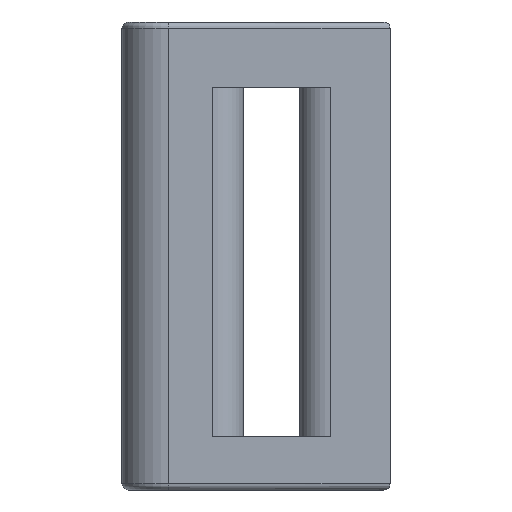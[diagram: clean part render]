
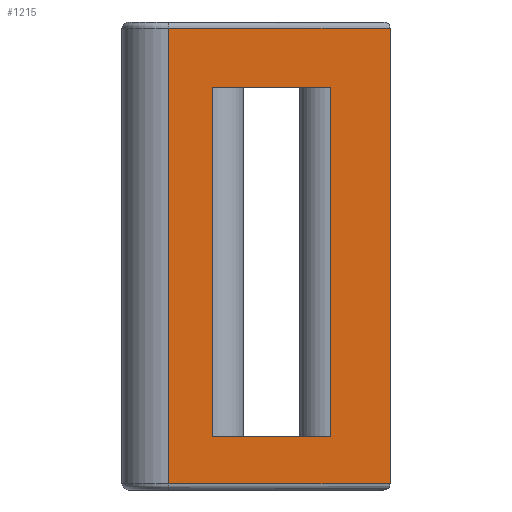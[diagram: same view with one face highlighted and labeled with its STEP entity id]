
A CAD part, left-side view. The second image highlights one B-rep face of the part: STEP entity #1215.
In plain terms, the highlighted planar face has unit normal (-1, 0, 0).
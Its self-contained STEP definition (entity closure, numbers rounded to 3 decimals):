
#26 = VERTEX_POINT ( 'NONE', #640 ) ;
#50 = EDGE_CURVE ( 'NONE', #1845, #380, #2007, .T. ) ;
#98 = VECTOR ( 'NONE', #606, 1000. ) ;
#99 = ORIENTED_EDGE ( 'NONE', *, *, #200, .T. ) ;
#136 = DIRECTION ( 'NONE',  ( 0., 1., 0. ) ) ;
#200 = EDGE_CURVE ( 'NONE', #247, #2845, #1450, .T. ) ;
#247 = VERTEX_POINT ( 'NONE', #2470 ) ;
#263 = CARTESIAN_POINT ( 'NONE',  ( -44.24, -13.108, 43.345 ) ) ;
#318 = VERTEX_POINT ( 'NONE', #263 ) ;
#379 = CARTESIAN_POINT ( 'NONE',  ( -44.24, -14.508, 44.845 ) ) ;
#380 = VERTEX_POINT ( 'NONE', #2685 ) ;
#418 = LINE ( 'NONE', #900, #1770 ) ;
#460 = EDGE_CURVE ( 'NONE', #1579, #26, #1773, .T. ) ;
#506 = EDGE_CURVE ( 'NONE', #2845, #2964, #418, .T. ) ;
#592 = EDGE_CURVE ( 'NONE', #1845, #26, #1811, .T. ) ;
#606 = DIRECTION ( 'NONE',  ( 0., 0., 1. ) ) ;
#640 = CARTESIAN_POINT ( 'NONE',  ( -44.24, -14.508, 56.045 ) ) ;
#655 = ORIENTED_EDGE ( 'NONE', *, *, #506, .T. ) ;
#667 = ORIENTED_EDGE ( 'NONE', *, *, #592, .F. ) ;
#669 = CARTESIAN_POINT ( 'NONE',  ( -44.24, -18.308, 43.145 ) ) ;
#688 = CARTESIAN_POINT ( 'NONE',  ( -44.24, -11.608, 43.145 ) ) ;
#900 = CARTESIAN_POINT ( 'NONE',  ( -44.24, -11.608, 57.945 ) ) ;
#956 = FACE_OUTER_BOUND ( 'NONE', #1893, .T. ) ;
#1109 = VECTOR ( 'NONE', #1209, 1000. ) ;
#1125 = CARTESIAN_POINT ( 'NONE',  ( -44.24, -17.308, 56.045 ) ) ;
#1181 = DIRECTION ( 'NONE',  ( 1., 0., 0. ) ) ;
#1209 = DIRECTION ( 'NONE',  ( 0., -1., 0. ) ) ;
#1215 = ADVANCED_FACE ( 'NONE', ( #2139, #956 ), #1875, .F. ) ;
#1356 = ORIENTED_EDGE ( 'NONE', *, *, #460, .T. ) ;
#1450 = LINE ( 'NONE', #1709, #2059 ) ;
#1507 = ORIENTED_EDGE ( 'NONE', *, *, #2385, .T. ) ;
#1532 = VECTOR ( 'NONE', #2493, 1000. ) ;
#1579 = VERTEX_POINT ( 'NONE', #379 ) ;
#1610 = ORIENTED_EDGE ( 'NONE', *, *, #50, .T. ) ;
#1620 = VECTOR ( 'NONE', #2741, 1000. ) ;
#1621 = CARTESIAN_POINT ( 'NONE',  ( -44.24, -13.108, 43.145 ) ) ;
#1709 = CARTESIAN_POINT ( 'NONE',  ( -44.24, -20.208, 43.145 ) ) ;
#1758 = ORIENTED_EDGE ( 'NONE', *, *, #2514, .T. ) ;
#1770 = VECTOR ( 'NONE', #136, 1000. ) ;
#1773 = LINE ( 'NONE', #2713, #98 ) ;
#1789 = LINE ( 'NONE', #2738, #2811 ) ;
#1811 = LINE ( 'NONE', #1125, #1620 ) ;
#1845 = VERTEX_POINT ( 'NONE', #2143 ) ;
#1872 = LINE ( 'NONE', #1621, #1532 ) ;
#1875 = PLANE ( 'NONE',  #2226 ) ;
#1893 = EDGE_LOOP ( 'NONE', ( #1507, #1758, #99, #655 ) ) ;
#1915 = VECTOR ( 'NONE', #2234, 1000. ) ;
#2007 = LINE ( 'NONE', #669, #1915 ) ;
#2059 = VECTOR ( 'NONE', #2885, 1000. ) ;
#2087 = EDGE_CURVE ( 'NONE', #1579, #380, #1789, .T. ) ;
#2139 = FACE_BOUND ( 'NONE', #2244, .T. ) ;
#2143 = CARTESIAN_POINT ( 'NONE',  ( -44.24, -18.308, 56.045 ) ) ;
#2226 = AXIS2_PLACEMENT_3D ( 'NONE', #688, #1181, #2608 ) ;
#2234 = DIRECTION ( 'NONE',  ( 0., 0., -1. ) ) ;
#2244 = EDGE_LOOP ( 'NONE', ( #2905, #1356, #667, #1610 ) ) ;
#2322 = CARTESIAN_POINT ( 'NONE',  ( -44.24, -13.108, 57.945 ) ) ;
#2385 = EDGE_CURVE ( 'NONE', #2964, #318, #1872, .T. ) ;
#2470 = CARTESIAN_POINT ( 'NONE',  ( -44.24, -20.208, 43.345 ) ) ;
#2486 = DIRECTION ( 'NONE',  ( 0., -1., 0. ) ) ;
#2493 = DIRECTION ( 'NONE',  ( 0., 0., -1. ) ) ;
#2514 = EDGE_CURVE ( 'NONE', #318, #247, #2843, .T. ) ;
#2591 = CARTESIAN_POINT ( 'NONE',  ( -44.24, -20.208, 57.945 ) ) ;
#2608 = DIRECTION ( 'NONE',  ( 0., 0., -1. ) ) ;
#2640 = CARTESIAN_POINT ( 'NONE',  ( -44.24, -11.608, 43.345 ) ) ;
#2685 = CARTESIAN_POINT ( 'NONE',  ( -44.24, -18.308, 44.845 ) ) ;
#2713 = CARTESIAN_POINT ( 'NONE',  ( -44.24, -14.508, 43.145 ) ) ;
#2738 = CARTESIAN_POINT ( 'NONE',  ( -44.24, -17.308, 44.845 ) ) ;
#2741 = DIRECTION ( 'NONE',  ( 0., 1., 0. ) ) ;
#2811 = VECTOR ( 'NONE', #2486, 1000. ) ;
#2843 = LINE ( 'NONE', #2640, #1109 ) ;
#2845 = VERTEX_POINT ( 'NONE', #2591 ) ;
#2885 = DIRECTION ( 'NONE',  ( 0., 0., 1. ) ) ;
#2905 = ORIENTED_EDGE ( 'NONE', *, *, #2087, .F. ) ;
#2964 = VERTEX_POINT ( 'NONE', #2322 ) ;
